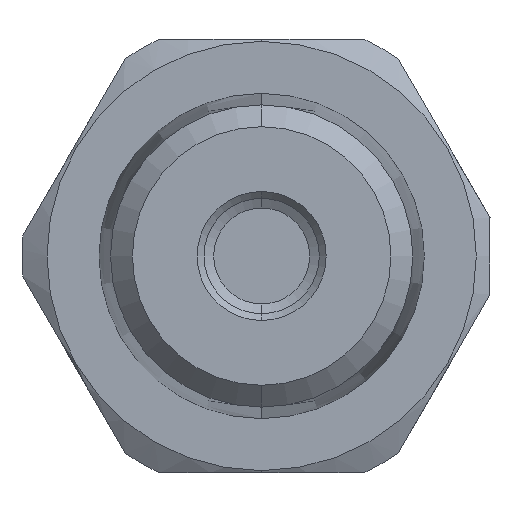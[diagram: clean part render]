
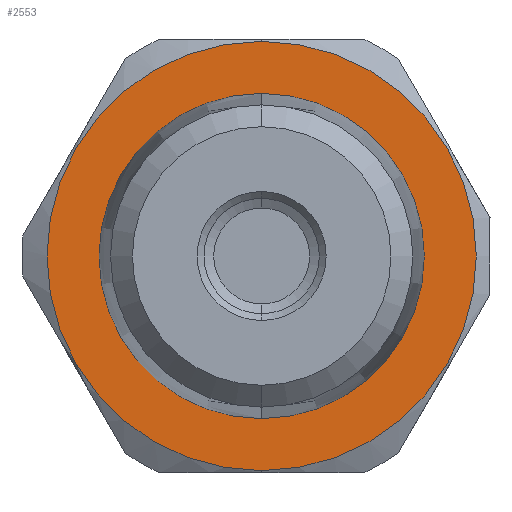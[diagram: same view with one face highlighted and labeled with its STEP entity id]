
A CAD part, front view. The second image highlights one B-rep face of the part: STEP entity #2553.
In plain terms, the highlighted planar face has unit normal (0, -1, 0).
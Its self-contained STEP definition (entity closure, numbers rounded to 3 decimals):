
#27 = PLANE ( 'NONE',  #1084 ) ;
#84 = ORIENTED_EDGE ( 'NONE', *, *, #2526, .T. ) ;
#226 = DIRECTION ( 'NONE',  ( 0., -1., 0. ) ) ;
#567 = ORIENTED_EDGE ( 'NONE', *, *, #3021, .T. ) ;
#600 = VERTEX_POINT ( 'NONE', #3069 ) ;
#728 = CIRCLE ( 'NONE', #4376, 9.4 ) ;
#731 = CARTESIAN_POINT ( 'NONE',  ( 0., 17., 0. ) ) ;
#926 = AXIS2_PLACEMENT_3D ( 'NONE', #3060, #226, #3013 ) ;
#965 = DIRECTION ( 'NONE',  ( 0., 0., -1. ) ) ;
#1045 = DIRECTION ( 'NONE',  ( 0., 0., -1. ) ) ;
#1084 = AXIS2_PLACEMENT_3D ( 'NONE', #2496, #3533, #1769 ) ;
#1534 = FACE_BOUND ( 'NONE', #3645, .T. ) ;
#1662 = VERTEX_POINT ( 'NONE', #2124 ) ;
#1705 = CARTESIAN_POINT ( 'NONE',  ( 0., 17., 0. ) ) ;
#1769 = DIRECTION ( 'NONE',  ( 0., 0., -1. ) ) ;
#1926 = CIRCLE ( 'NONE', #3163, 7.122 ) ;
#2124 = CARTESIAN_POINT ( 'NONE',  ( 0., 17., 9.4 ) ) ;
#2338 = ORIENTED_EDGE ( 'NONE', *, *, #2378, .F. ) ;
#2378 = EDGE_CURVE ( 'NONE', #4505, #600, #1926, .T. ) ;
#2496 = CARTESIAN_POINT ( 'NONE',  ( 9.4, 17., 0. ) ) ;
#2526 = EDGE_CURVE ( 'NONE', #3810, #1662, #3967, .T. ) ;
#2553 = ADVANCED_FACE ( 'NONE', ( #4057, #1534 ), #27, .T. ) ;
#2637 = CARTESIAN_POINT ( 'NONE',  ( 0., 17., -9.4 ) ) ;
#2947 = CARTESIAN_POINT ( 'NONE',  ( 0., 17., 0. ) ) ;
#2969 = EDGE_CURVE ( 'NONE', #600, #4505, #3428, .T. ) ;
#3013 = DIRECTION ( 'NONE',  ( 0., 0., -1. ) ) ;
#3021 = EDGE_CURVE ( 'NONE', #1662, #3810, #728, .T. ) ;
#3060 = CARTESIAN_POINT ( 'NONE',  ( 0., 17., 0. ) ) ;
#3067 = DIRECTION ( 'NONE',  ( 0., -1., 0. ) ) ;
#3069 = CARTESIAN_POINT ( 'NONE',  ( 0., 17., -7.122 ) ) ;
#3163 = AXIS2_PLACEMENT_3D ( 'NONE', #2947, #4016, #4407 ) ;
#3345 = ORIENTED_EDGE ( 'NONE', *, *, #2969, .F. ) ;
#3428 = CIRCLE ( 'NONE', #4047, 7.122 ) ;
#3533 = DIRECTION ( 'NONE',  ( 0., -1., 0. ) ) ;
#3538 = DIRECTION ( 'NONE',  ( 0., -1., 0. ) ) ;
#3645 = EDGE_LOOP ( 'NONE', ( #2338, #3345 ) ) ;
#3810 = VERTEX_POINT ( 'NONE', #2637 ) ;
#3908 = CARTESIAN_POINT ( 'NONE',  ( 0., 17., 7.122 ) ) ;
#3967 = CIRCLE ( 'NONE', #926, 9.4 ) ;
#4016 = DIRECTION ( 'NONE',  ( 0., -1., 0. ) ) ;
#4047 = AXIS2_PLACEMENT_3D ( 'NONE', #1705, #3067, #965 ) ;
#4057 = FACE_OUTER_BOUND ( 'NONE', #4254, .T. ) ;
#4254 = EDGE_LOOP ( 'NONE', ( #567, #84 ) ) ;
#4376 = AXIS2_PLACEMENT_3D ( 'NONE', #731, #3538, #1045 ) ;
#4407 = DIRECTION ( 'NONE',  ( 0., 0., -1. ) ) ;
#4505 = VERTEX_POINT ( 'NONE', #3908 ) ;
